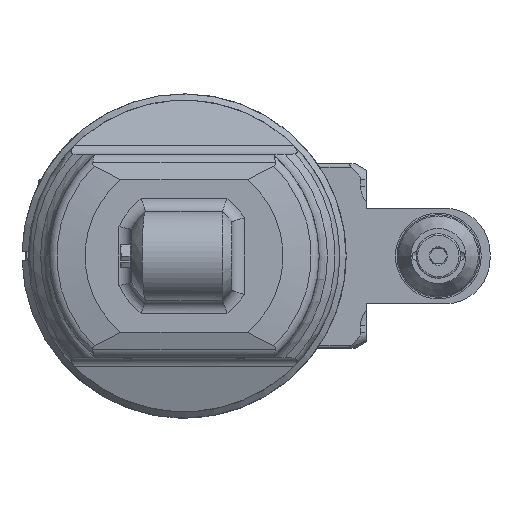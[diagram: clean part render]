
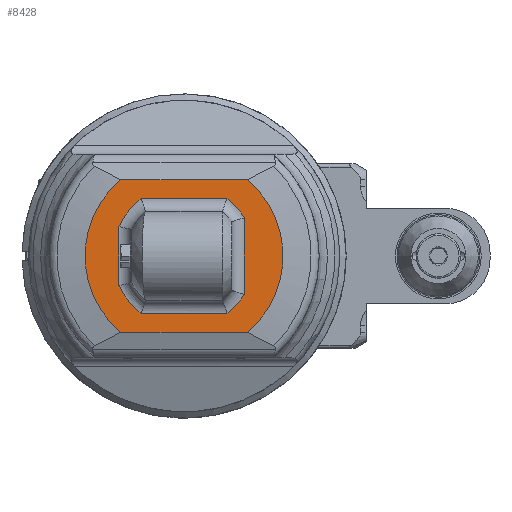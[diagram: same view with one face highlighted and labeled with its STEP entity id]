
A CAD part, front view. The second image highlights one B-rep face of the part: STEP entity #8428.
In plain terms, the highlighted face is planar.
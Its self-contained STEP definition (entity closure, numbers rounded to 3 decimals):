
#233=FACE_BOUND('',#1145,.T.);
#341=PLANE('',#9058);
#626=FACE_OUTER_BOUND('',#1144,.T.);
#1144=EDGE_LOOP('',(#5903,#5904,#5905,#5906));
#1145=EDGE_LOOP('',(#5907,#5908,#5909,#5910,#5911,#5912,#5913,#5914));
#1877=LINE('',#12938,#2508);
#1878=LINE('',#12982,#2509);
#1879=LINE('',#12990,#2510);
#1880=LINE('',#12994,#2511);
#1881=LINE('',#12998,#2512);
#1882=LINE('',#13002,#2513);
#2508=VECTOR('',#10107,39.714);
#2509=VECTOR('',#10118,39.714);
#2510=VECTOR('',#10129,27.);
#2511=VECTOR('',#10132,18.547);
#2512=VECTOR('',#10135,27.);
#2513=VECTOR('',#10138,24.104);
#3143=CIRCLE('',#9052,31.157);
#3145=CIRCLE('',#9056,31.157);
#3146=CIRCLE('',#9059,22.5);
#3147=CIRCLE('',#9060,22.5);
#3148=CIRCLE('',#9061,22.5);
#3149=CIRCLE('',#9062,22.5);
#3586=VERTEX_POINT('',#12933);
#3587=VERTEX_POINT('',#12937);
#3590=VERTEX_POINT('',#12963);
#3592=VERTEX_POINT('',#12970);
#3593=VERTEX_POINT('',#12988);
#3594=VERTEX_POINT('',#12989);
#3595=VERTEX_POINT('',#12991);
#3596=VERTEX_POINT('',#12993);
#3597=VERTEX_POINT('',#12995);
#3598=VERTEX_POINT('',#12997);
#3599=VERTEX_POINT('',#12999);
#3600=VERTEX_POINT('',#13001);
#4475=EDGE_CURVE('',#3586,#3587,#1877,.T.);
#4480=EDGE_CURVE('',#3590,#3587,#3143,.T.);
#4484=EDGE_CURVE('',#3590,#3592,#1878,.T.);
#4486=EDGE_CURVE('',#3586,#3592,#3145,.T.);
#4487=EDGE_CURVE('',#3593,#3594,#1879,.T.);
#4488=EDGE_CURVE('',#3593,#3595,#3146,.T.);
#4489=EDGE_CURVE('',#3596,#3595,#1880,.T.);
#4490=EDGE_CURVE('',#3596,#3597,#3147,.T.);
#4491=EDGE_CURVE('',#3598,#3597,#1881,.T.);
#4492=EDGE_CURVE('',#3598,#3599,#3148,.T.);
#4493=EDGE_CURVE('',#3600,#3599,#1882,.T.);
#4494=EDGE_CURVE('',#3600,#3594,#3149,.T.);
#5903=ORIENTED_EDGE('',*,*,#4484,.F.);
#5904=ORIENTED_EDGE('',*,*,#4480,.T.);
#5905=ORIENTED_EDGE('',*,*,#4475,.F.);
#5906=ORIENTED_EDGE('',*,*,#4486,.T.);
#5907=ORIENTED_EDGE('',*,*,#4487,.F.);
#5908=ORIENTED_EDGE('',*,*,#4488,.T.);
#5909=ORIENTED_EDGE('',*,*,#4489,.F.);
#5910=ORIENTED_EDGE('',*,*,#4490,.T.);
#5911=ORIENTED_EDGE('',*,*,#4491,.F.);
#5912=ORIENTED_EDGE('',*,*,#4492,.T.);
#5913=ORIENTED_EDGE('',*,*,#4493,.F.);
#5914=ORIENTED_EDGE('',*,*,#4494,.T.);
#8428=ADVANCED_FACE('',(#626,#233),#341,.F.);
#9052=AXIS2_PLACEMENT_3D('',#12964,#10114,#10115);
#9056=AXIS2_PLACEMENT_3D('',#12985,#10123,#10124);
#9058=AXIS2_PLACEMENT_3D('',#12987,#10127,#10128);
#9059=AXIS2_PLACEMENT_3D('',#12992,#10130,#10131);
#9060=AXIS2_PLACEMENT_3D('',#12996,#10133,#10134);
#9061=AXIS2_PLACEMENT_3D('',#13000,#10136,#10137);
#9062=AXIS2_PLACEMENT_3D('',#13003,#10139,#10140);
#10107=DIRECTION('',(0.,1.,0.));
#10114=DIRECTION('center_axis',(1.,0.,0.));
#10115=DIRECTION('ref_axis',(0.,0.637,-0.771));
#10118=DIRECTION('',(0.,-1.,0.));
#10123=DIRECTION('center_axis',(1.,0.,0.));
#10124=DIRECTION('ref_axis',(0.,-1.,0.));
#10127=DIRECTION('center_axis',(-1.,0.,0.));
#10128=DIRECTION('ref_axis',(0.,1.,0.));
#10129=DIRECTION('',(0.,1.,0.));
#10130=DIRECTION('center_axis',(-1.,0.,0.));
#10131=DIRECTION('ref_axis',(0.,-0.6,-0.8));
#10132=DIRECTION('',(0.,0.,-1.));
#10133=DIRECTION('center_axis',(-1.,0.,0.));
#10134=DIRECTION('ref_axis',(0.,-0.911,0.412));
#10135=DIRECTION('',(0.,-1.,0.));
#10136=DIRECTION('center_axis',(-1.,0.,0.));
#10137=DIRECTION('ref_axis',(0.,0.6,0.8));
#10138=DIRECTION('',(0.,0.,1.));
#10139=DIRECTION('center_axis',(-1.,0.,0.));
#10140=DIRECTION('ref_axis',(0.,0.844,-0.536));
#12933=CARTESIAN_POINT('',(81.,-19.857,24.01));
#12937=CARTESIAN_POINT('',(81.,19.857,24.01));
#12938=CARTESIAN_POINT('',(81.,-19.857,24.01));
#12963=CARTESIAN_POINT('',(81.,19.857,-24.01));
#12964=CARTESIAN_POINT('Origin',(81.,0.,0.));
#12970=CARTESIAN_POINT('',(81.,-19.857,-24.01));
#12982=CARTESIAN_POINT('',(81.,19.857,-24.01));
#12985=CARTESIAN_POINT('Origin',(81.,0.,0.));
#12987=CARTESIAN_POINT('Origin',(81.,-51.,-44.616));
#12988=CARTESIAN_POINT('',(81.,-13.5,-18.));
#12989=CARTESIAN_POINT('',(81.,13.5,-18.));
#12990=CARTESIAN_POINT('',(81.,-13.5,-18.));
#12991=CARTESIAN_POINT('',(81.,-20.5,-9.274));
#12992=CARTESIAN_POINT('Origin',(81.,0.,0.));
#12993=CARTESIAN_POINT('',(81.,-20.5,9.274));
#12994=CARTESIAN_POINT('',(81.,-20.5,9.274));
#12995=CARTESIAN_POINT('',(81.,-13.5,18.));
#12996=CARTESIAN_POINT('Origin',(81.,0.,0.));
#12997=CARTESIAN_POINT('',(81.,13.5,18.));
#12998=CARTESIAN_POINT('',(81.,13.5,18.));
#12999=CARTESIAN_POINT('',(81.,19.,12.052));
#13000=CARTESIAN_POINT('Origin',(81.,0.,0.));
#13001=CARTESIAN_POINT('',(81.,19.,-12.052));
#13002=CARTESIAN_POINT('',(81.,19.,-12.052));
#13003=CARTESIAN_POINT('Origin',(81.,0.,0.));
